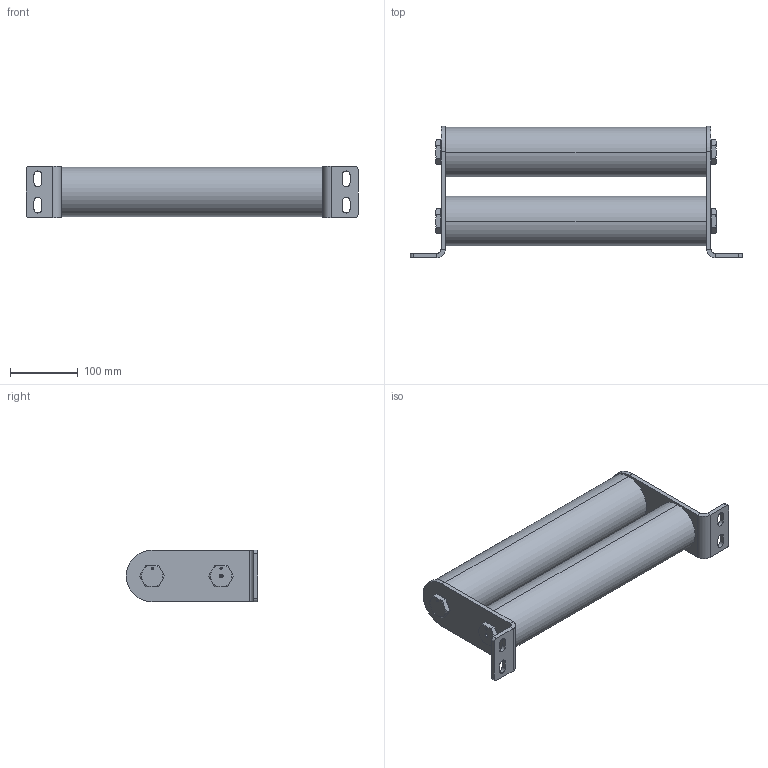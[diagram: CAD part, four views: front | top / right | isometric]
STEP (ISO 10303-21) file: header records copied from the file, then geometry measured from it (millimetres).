
FILE_DESCRIPTION (( 'STEP AP214' ), '1' );
FILE_NAME ('24411.STEP', '2024-05-22T19:16:40', ( '' ), ( '' ), 'SwSTEP 2.0', 'SolidWorks 2021', '' );
FILE_SCHEMA (( 'AUTOMOTIVE_DESIGN' ));
Length unit declared in the file: inch
Products named in the file (1): 24411
Bounding box: 488.72 x 193.8 x 76.2 mm (x, y, z)
Volume: 796324.4 mm3; surface area: 436192.2 mm2
Topology: 15 solids, 15 shells, 339 faces, 815 edges, 506 vertices
Faces by surface type: cylinder 147, plane 117, cone 67, sphere 6, torus 2
Entity records: 14895 total; most frequent: CARTESIAN_POINT 2223, DIRECTION 1782, ORIENTED_EDGE 1614, EDGE_CURVE 807, AXIS2_PLACEMENT_3D 715, VERTEX_POINT 502, EDGE_LOOP 377, CIRCLE 375
